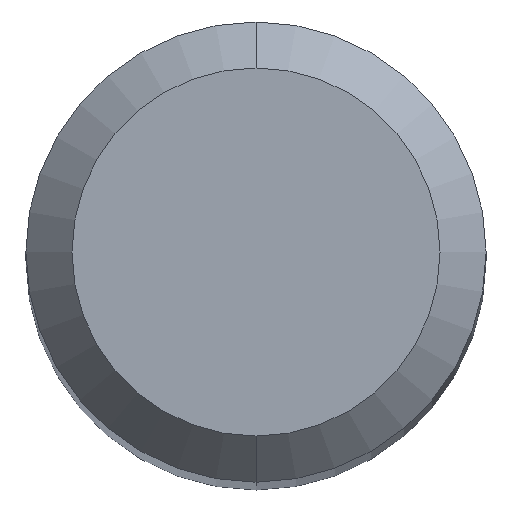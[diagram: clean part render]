
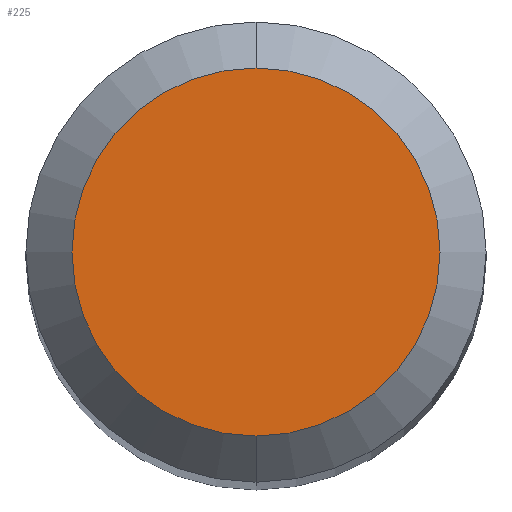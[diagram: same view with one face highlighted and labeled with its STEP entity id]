
A CAD part, top view. The second image highlights one B-rep face of the part: STEP entity #225.
In plain terms, the highlighted planar face has unit normal (0, 0, 1).
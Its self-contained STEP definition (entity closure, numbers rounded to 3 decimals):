
#199=VERTEX_POINT('',#509);
#219=EDGE_CURVE('',#199,#461,#530,.T.);
#225=ADVANCED_FACE('',(#537),#538,.T.);
#285=EDGE_CURVE('',#461,#199,#606,.T.);
#461=VERTEX_POINT('',#798);
#509=CARTESIAN_POINT('',(0.,-1.2,0.0));
#530=CIRCLE('',#908,1.2);
#537=FACE_OUTER_BOUND('',#916,.T.);
#538=PLANE('',#917);
#606=CIRCLE('',#1032,1.2);
#798=CARTESIAN_POINT('',(0.0,1.2,0.0));
#908=AXIS2_PLACEMENT_3D('',#1494,#1495,#1496);
#916=EDGE_LOOP('',(#1509,#1510));
#917=AXIS2_PLACEMENT_3D('',#1511,#1512,#1513);
#1032=AXIS2_PLACEMENT_3D('',#1605,#1606,#1607);
#1494=CARTESIAN_POINT('',(0.0,0.0,0.0));
#1495=DIRECTION('',(0.0,0.0,-1.0));
#1496=DIRECTION('',(0.0,1.0,0.0));
#1509=ORIENTED_EDGE('',*,*,#285,.F.);
#1510=ORIENTED_EDGE('',*,*,#219,.F.);
#1511=CARTESIAN_POINT('',(0.0,0.6,0.0));
#1512=DIRECTION('',(-0.0,0.0,1.0));
#1513=DIRECTION('',(0.0,-1.0,0.0));
#1605=CARTESIAN_POINT('',(0.0,0.0,0.0));
#1606=DIRECTION('',(0.0,0.0,-1.0));
#1607=DIRECTION('',(0.0,1.0,0.0));
